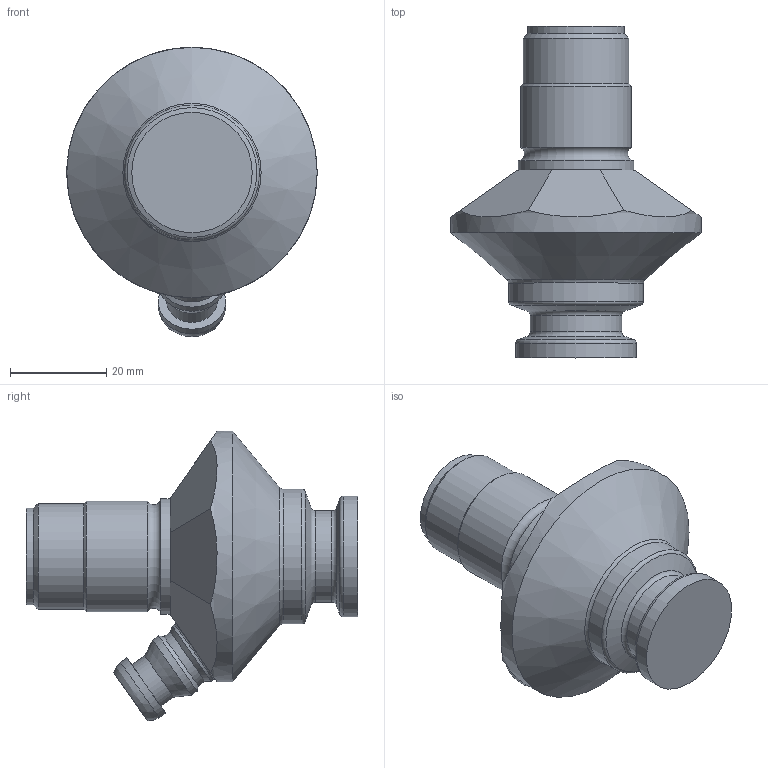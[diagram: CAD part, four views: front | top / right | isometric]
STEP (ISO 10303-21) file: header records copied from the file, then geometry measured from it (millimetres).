
FILE_DESCRIPTION(/* description */ (''),/* implementation_level */ '2;1');
FILE_NAME(/* name */ '850036-1.stp',/* time_stamp */ '2023-05-15T11:19:39+02:00',/* author */ ('mbs'),/* organization */ (''),/* preprocessor_version */ 'ST-DEVELOPER v18.1',/* originating_system */ 'Autodesk Inventor 2022',/* authorisation */ '');
FILE_SCHEMA (('AUTOMOTIVE_DESIGN { 1 0 10303 214 3 1 1 }'));
Length unit declared in the file: millimetre
Products named in the file (1): 850036-1
Bounding box: 52 x 68.89 x 60.09 mm (x, y, z)
Volume: 53191.8 mm3; surface area: 9867.5 mm2
Topology: 1 solids, 1 shells, 42 faces, 89 edges, 52 vertices
Faces by surface type: plane 13, cylinder 13, cone 8, torus 7, bspline 1
Full cylindrical faces by diameter (mm): 10.5 x1, 12.5 x1, 14 x3, 19 x1, 20 x1, 22 x1, 23 x1, 24 x1, 25 x1, 28 x1, 52 x1
Entity records: 1245 total; most frequent: DIRECTION 225, CARTESIAN_POINT 210, ORIENTED_EDGE 178, AXIS2_PLACEMENT_3D 94, EDGE_CURVE 89, VERTEX_POINT 52, EDGE_LOOP 45, CIRCLE 43
